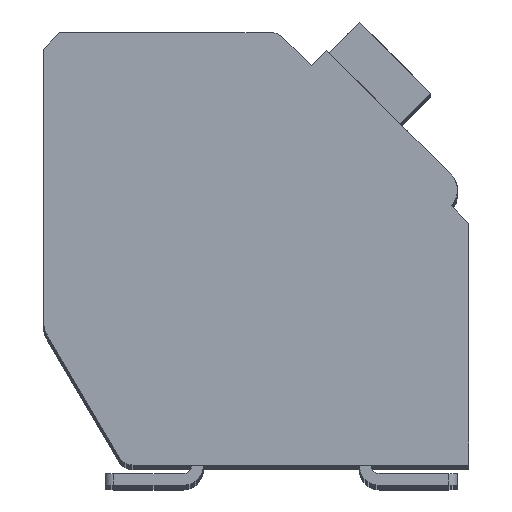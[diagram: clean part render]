
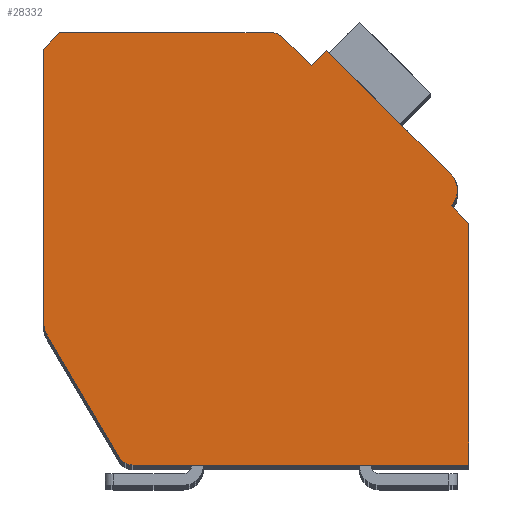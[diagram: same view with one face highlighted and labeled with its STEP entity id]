
A CAD part, top view. The second image highlights one B-rep face of the part: STEP entity #28332.
In plain terms, the highlighted planar face has unit normal (0, 0, 1).
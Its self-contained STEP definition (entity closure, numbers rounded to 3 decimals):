
#929=DIRECTION('',(0.,-1.,0.));
#930=VECTOR('',#929,8.053);
#931=CARTESIAN_POINT('',(-12.7,12.4,2.1));
#932=LINE('',#931,#930);
#933=DIRECTION('',(-0.707,-0.707,0.));
#934=VECTOR('',#933,0.707);
#935=CARTESIAN_POINT('',(-12.2,12.9,2.1));
#936=LINE('',#935,#934);
#937=DIRECTION('',(-1.,0.,0.));
#938=VECTOR('',#937,6.298);
#939=CARTESIAN_POINT('',(-5.902,12.9,2.1));
#940=LINE('',#939,#938);
#941=CARTESIAN_POINT('',(-5.902,12.4,2.1));
#942=DIRECTION('',(0.,0.,1.));
#943=DIRECTION('',(0.707,0.707,0.));
#944=AXIS2_PLACEMENT_3D('',#941,#942,#943);
#946=DIRECTION('',(-0.707,0.707,0.));
#947=VECTOR('',#946,1.197);
#948=CARTESIAN_POINT('',(-4.702,11.907,2.1));
#949=LINE('',#948,#947);
#950=DIRECTION('',(-0.707,-0.707,0.));
#951=VECTOR('',#950,0.65);
#952=CARTESIAN_POINT('',(-4.243,12.367,2.1));
#953=LINE('',#952,#951);
#954=DIRECTION('',(-0.707,0.707,0.));
#955=VECTOR('',#954,5.25);
#956=CARTESIAN_POINT('',(-0.53,8.655,2.1));
#957=LINE('',#956,#955);
#958=CARTESIAN_POINT('',(-0.99,8.195,2.1));
#959=DIRECTION('',(0.,0.,1.));
#960=DIRECTION('',(0.707,-0.707,0.));
#961=AXIS2_PLACEMENT_3D('',#958,#959,#960);
#963=DIRECTION('',(-0.707,0.707,0.));
#964=VECTOR('',#963,0.75);
#965=CARTESIAN_POINT('',(0.,7.205,2.1));
#966=LINE('',#965,#964);
#967=DIRECTION('',(0.,1.,0.));
#968=VECTOR('',#967,7.205);
#969=CARTESIAN_POINT('',(0.,0.,2.1));
#970=LINE('',#969,#968);
#971=DIRECTION('',(1.,0.,0.));
#972=VECTOR('',#971,10.014);
#973=CARTESIAN_POINT('',(-10.014,0.,2.1));
#974=LINE('',#973,#972);
#975=CARTESIAN_POINT('',(-10.014,0.5,2.1));
#976=DIRECTION('',(0.,0.,1.));
#977=DIRECTION('',(-0.862,-0.508,0.));
#978=AXIS2_PLACEMENT_3D('',#975,#976,#977);
#980=DIRECTION('',(0.508,-0.862,0.));
#981=VECTOR('',#980,4.17);
#982=CARTESIAN_POINT('',(-12.562,3.839,2.1));
#983=LINE('',#982,#981);
#984=CARTESIAN_POINT('',(-11.7,4.347,2.1));
#985=DIRECTION('',(0.,0.,1.));
#986=DIRECTION('',(-1.,0.,0.));
#987=AXIS2_PLACEMENT_3D('',#984,#985,#986);
#21029=CARTESIAN_POINT('',(-12.7,12.4,2.1));
#21030=CARTESIAN_POINT('',(-12.7,4.347,2.1));
#21031=VERTEX_POINT('',#21029);
#21032=VERTEX_POINT('',#21030);
#21033=CARTESIAN_POINT('',(-12.562,3.839,2.1));
#21034=VERTEX_POINT('',#21033);
#21035=CARTESIAN_POINT('',(-10.445,0.246,2.1));
#21036=VERTEX_POINT('',#21035);
#21037=CARTESIAN_POINT('',(-10.014,0.,2.1));
#21038=VERTEX_POINT('',#21037);
#21039=CARTESIAN_POINT('',(0.,0.,2.1));
#21040=VERTEX_POINT('',#21039);
#21041=CARTESIAN_POINT('',(0.,7.205,2.1));
#21042=VERTEX_POINT('',#21041);
#21043=CARTESIAN_POINT('',(-0.53,7.735,2.1));
#21044=VERTEX_POINT('',#21043);
#21045=CARTESIAN_POINT('',(-0.53,8.655,2.1));
#21046=VERTEX_POINT('',#21045);
#21047=CARTESIAN_POINT('',(-4.243,12.367,2.1));
#21048=VERTEX_POINT('',#21047);
#21049=CARTESIAN_POINT('',(-4.702,11.907,2.1));
#21050=VERTEX_POINT('',#21049);
#21051=CARTESIAN_POINT('',(-5.548,12.754,2.1));
#21052=VERTEX_POINT('',#21051);
#21053=CARTESIAN_POINT('',(-5.902,12.9,2.1));
#21054=VERTEX_POINT('',#21053);
#21055=CARTESIAN_POINT('',(-12.2,12.9,2.1));
#21056=VERTEX_POINT('',#21055);
#28300=CARTESIAN_POINT('',(0.,0.,2.1));
#28301=DIRECTION('',(0.,0.,1.));
#28302=DIRECTION('',(1.,0.,0.));
#28303=AXIS2_PLACEMENT_3D('',#28300,#28301,#28302);
#28304=PLANE('',#28303);
#28305=ORIENTED_EDGE('',*,*,#27399,.F.);
#28307=ORIENTED_EDGE('',*,*,#28306,.F.);
#28309=ORIENTED_EDGE('',*,*,#28308,.F.);
#28311=ORIENTED_EDGE('',*,*,#28310,.F.);
#28313=ORIENTED_EDGE('',*,*,#28312,.F.);
#28315=ORIENTED_EDGE('',*,*,#28314,.F.);
#28317=ORIENTED_EDGE('',*,*,#28316,.F.);
#28319=ORIENTED_EDGE('',*,*,#28318,.F.);
#28321=ORIENTED_EDGE('',*,*,#28320,.F.);
#28323=ORIENTED_EDGE('',*,*,#28322,.F.);
#28325=ORIENTED_EDGE('',*,*,#28324,.F.);
#28327=ORIENTED_EDGE('',*,*,#28326,.F.);
#28328=ORIENTED_EDGE('',*,*,#27965,.F.);
#28329=ORIENTED_EDGE('',*,*,#27603,.F.);
#28330=EDGE_LOOP('',(#28305,#28307,#28309,#28311,#28313,#28315,#28317,#28319,
#28321,#28323,#28325,#28327,#28328,#28329));
#28331=FACE_OUTER_BOUND('',#28330,.F.);
#945=CIRCLE('',#944,0.5);
#962=CIRCLE('',#961,0.65);
#979=CIRCLE('',#978,0.5);
#988=CIRCLE('',#987,1.);
#27399=EDGE_CURVE('',#21031,#21032,#932,.T.);
#27603=EDGE_CURVE('',#21032,#21034,#988,.T.);
#27965=EDGE_CURVE('',#21034,#21036,#983,.T.);
#28306=EDGE_CURVE('',#21056,#21031,#936,.T.);
#28308=EDGE_CURVE('',#21054,#21056,#940,.T.);
#28310=EDGE_CURVE('',#21052,#21054,#945,.T.);
#28312=EDGE_CURVE('',#21050,#21052,#949,.T.);
#28314=EDGE_CURVE('',#21048,#21050,#953,.T.);
#28316=EDGE_CURVE('',#21046,#21048,#957,.T.);
#28318=EDGE_CURVE('',#21044,#21046,#962,.T.);
#28320=EDGE_CURVE('',#21042,#21044,#966,.T.);
#28322=EDGE_CURVE('',#21040,#21042,#970,.T.);
#28324=EDGE_CURVE('',#21038,#21040,#974,.T.);
#28326=EDGE_CURVE('',#21036,#21038,#979,.T.);
#28332=ADVANCED_FACE('',(#28331),#28304,.T.);
